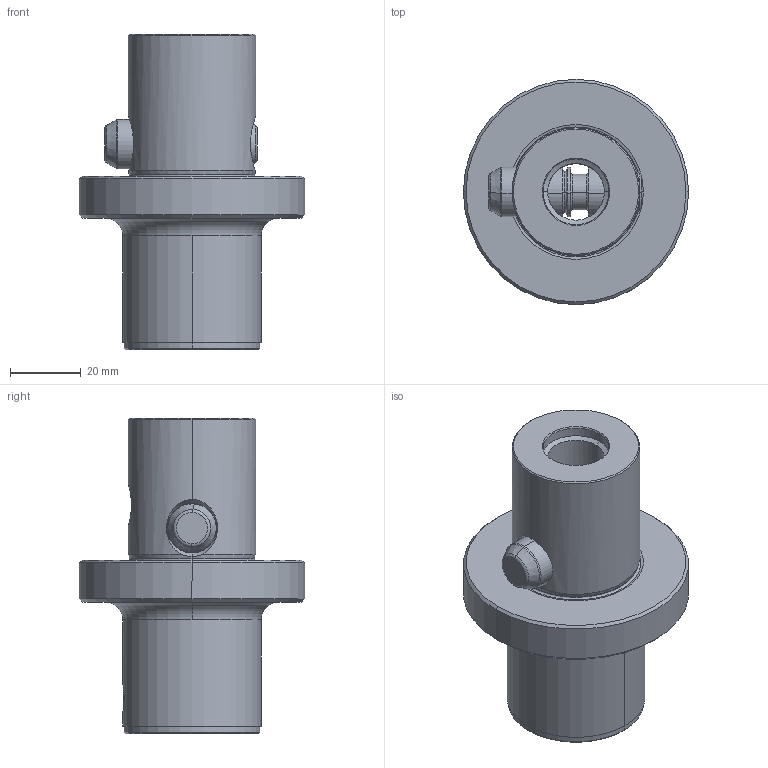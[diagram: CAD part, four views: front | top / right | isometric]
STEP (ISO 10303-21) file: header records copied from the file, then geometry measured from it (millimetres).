
FILE_DESCRIPTION(('no description'),'unknown implementation level');
FILE_NAME('DA211D3D-E5F1-4033-9B15-C4247EF338D9_export.stp',' ',('CIMSOURCE GmbH'),('CADClick - KiM GmbH - www.kimweb.de'),'unknown preprocess','ACIS','unknown authorization');
FILE_SCHEMA(('automotive_design'));
Length unit declared in the file: millimetre
Products named in the file (3): 332.641 Kaiser CKS6 X CK4 X 80B|332.641 Kaiser CKS6 X CK4 X 80B_Standard;NONE; 332.641 Kaiser CKS6 X CK4 X 80B|690.434 Kaiser ETL M8 X 11 CK4_Standard;NONE; 332.641 Kaiser CKS6 X CK4 X 80B|691.506 Kaiser ETL �14 X 43K_Standard|691.526 Mitnehmerbolzen_Standard;NONE
Bounding box: 63.5 x 63.5 x 89 mm (x, y, z)
Volume: 100850.9 mm3; surface area: 25327.6 mm2
Topology: 3 solids, 3 shells, 149 faces, 339 edges, 195 vertices
Faces by surface type: cone 50, cylinder 40, plane 34, torus 22, bspline 3
Entity records: 8945 total; most frequent: CARTESIAN_POINT 1647, DIRECTION 773, STYLED_ITEM 682, PRESENTATION_STYLE_ASSIGNMENT 682, COLOUR_RGB 682, ORIENTED_EDGE 670, EDGE_CURVE 335, CURVE_STYLE 335
